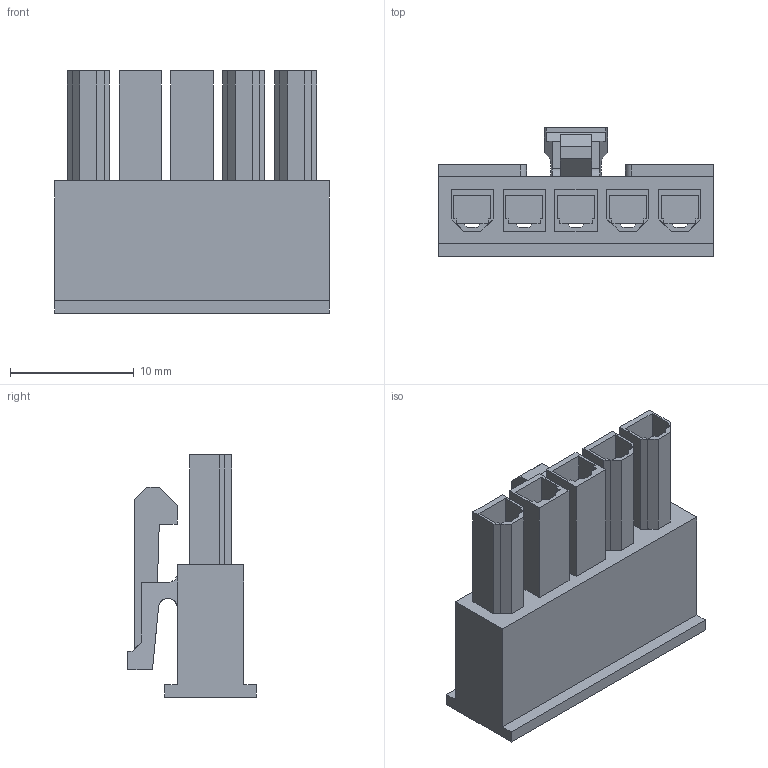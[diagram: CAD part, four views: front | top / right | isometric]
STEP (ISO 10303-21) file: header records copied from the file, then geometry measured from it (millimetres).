
FILE_DESCRIPTION(/* description */ ('Unknown'),/* implementation_level */ '2;1');
FILE_NAME(/* name */ '649005013322',/* time_stamp */ '2019-08-20T11:26:14+02:00',/* author */ ('Unknown'),/* organization */ ('Unknown'),/* preprocessor_version */ 'ST-DEVELOPER v16.7',/* originating_system */ 'DEX',/* authorisation */ $);
FILE_SCHEMA (('AUTOMOTIVE_DESIGN {1 0 10303 214 3 1 1}'));
Length unit declared in the file: millimetre
Products named in the file (2): 6490xx013322; 649005013322
Assembly tree (1 placements, depth 2):
  6490xx013322
    649005013322
Bounding box: 22.2 x 10.4 x 19.6 mm (x, y, z)
Volume: 934.5 mm3; surface area: 2952 mm2
Topology: 1 solids, 1 shells, 287 faces, 793 edges, 510 vertices
Faces by surface type: plane 281, cylinder 6
Entity records: 8964 total; most frequent: CARTESIAN_POINT 1592, ORIENTED_EDGE 1586, DIRECTION 1383, EDGE_CURVE 793, LINE 781, VECTOR 781, VERTEX_POINT 510, EDGE_LOOP 301
